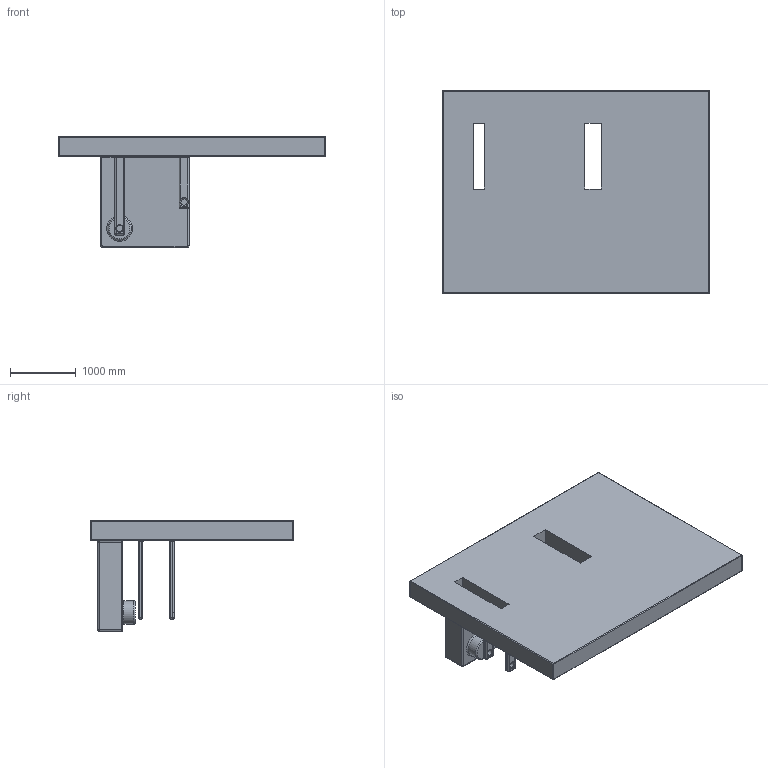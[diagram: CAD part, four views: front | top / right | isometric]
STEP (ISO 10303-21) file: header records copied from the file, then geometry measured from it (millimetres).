
FILE_DESCRIPTION (( 'STEP AP203' ), '1' );
FILE_NAME ('RoofTop_Default_sldprt.STEP', '2019-04-11T17:56:39', ( '' ), ( '' ), 'SwSTEP 2.0', 'SolidWorks 2017', '' );
FILE_SCHEMA (( 'CONFIG_CONTROL_DESIGN' ));
Length unit declared in the file: millimetre
Products named in the file (1): RoofTop_Default_sldprt
Bounding box: 4060 x 3090 x 1691 mm (x, y, z)
Volume: 4396749777.6 mm3; surface area: 36338716.3 mm2
Topology: 1 solids, 1 shells, 215 faces, 509 edges, 269 vertices
Faces by surface type: cylinder 89, plane 46, torus 42, sphere 22, bspline 16
Entity records: 7997 total; most frequent: CARTESIAN_POINT 3144, DIRECTION 1079, ORIENTED_EDGE 966, EDGE_CURVE 483, AXIS2_PLACEMENT_3D 440, VERTEX_POINT 269, CIRCLE 240, EDGE_LOOP 226
